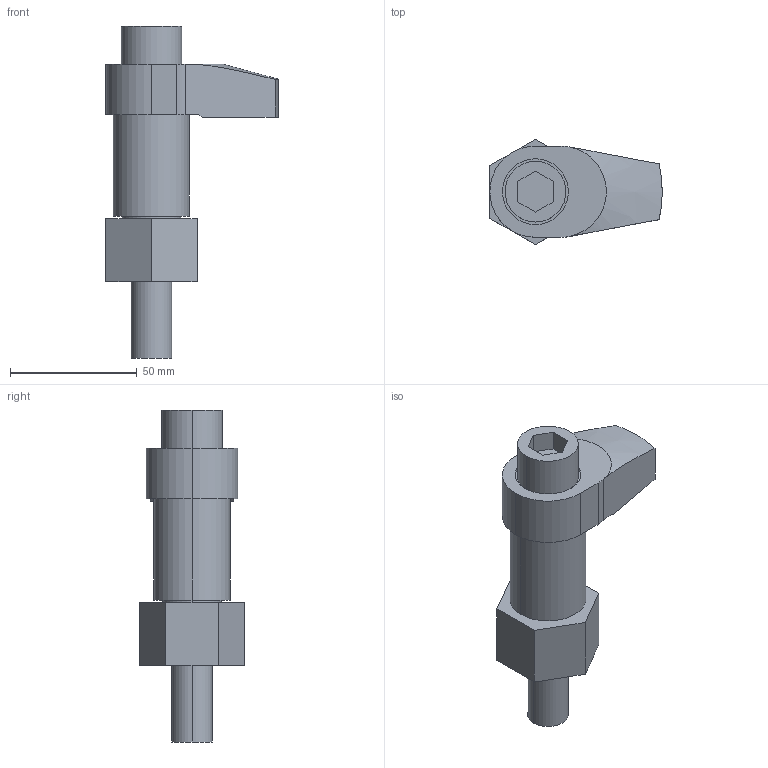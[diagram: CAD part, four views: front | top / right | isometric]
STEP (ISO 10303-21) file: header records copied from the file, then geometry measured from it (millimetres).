
FILE_DESCRIPTION (( 'STEP AP203' ), '1' );
FILE_NAME ('bj131-16150.STEP', '2021-10-25T01:10:20', ( '' ), ( '' ), 'SwSTEP 2.0', 'SolidWorks 2020', '' );
FILE_SCHEMA (( 'CONFIG_CONTROL_DESIGN' ));
Length unit declared in the file: millimetre
Products named in the file (4): bj131-16150_02; bj131-16150; bj131-16150_03; bj131-16150_01
Assembly tree (3 placements, depth 2):
  bj131-16150
    bj131-16150_01
    bj131-16150_02
    bj131-16150_03
Bounding box: 68 x 41.57 x 131 mm (x, y, z)
Volume: 105389.6 mm3; surface area: 30999.4 mm2
Topology: 3 solids, 3 shells, 57 faces, 127 edges, 84 vertices
Faces by surface type: plane 31, cylinder 24, cone 2
Entity records: 2036 total; most frequent: CARTESIAN_POINT 310, DIRECTION 296, ORIENTED_EDGE 254, EDGE_CURVE 127, AXIS2_PLACEMENT_3D 112, VERTEX_POINT 84, VECTOR 72, LINE 72
